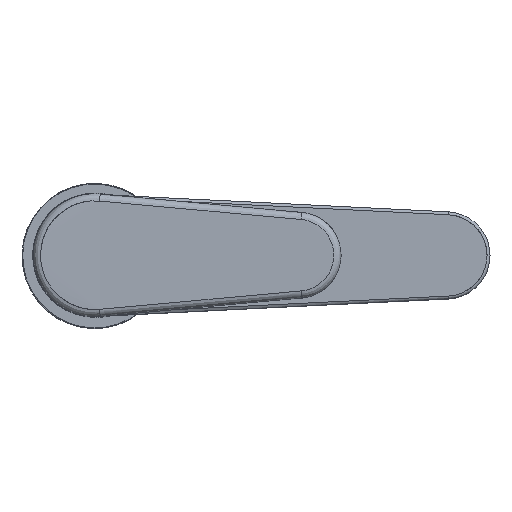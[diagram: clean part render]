
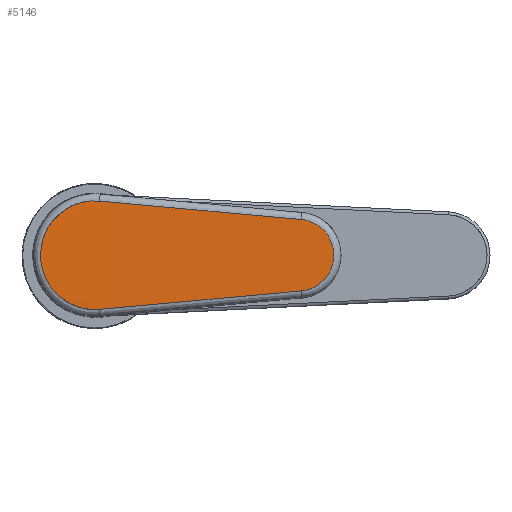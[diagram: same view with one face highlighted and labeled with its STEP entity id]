
A CAD part, top view. The second image highlights one B-rep face of the part: STEP entity #5146.
In plain terms, the highlighted cylindrical face has radius 500 mm (diameter 1000 mm), a partial arc.
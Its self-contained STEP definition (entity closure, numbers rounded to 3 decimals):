
#5081=CARTESIAN_POINT('Axis2P3D Location',(28.263,0.,-350.)) ;
#5087=CARTESIAN_POINT('Control Point',(1.688,18.629,149.653)) ;
#5088=CARTESIAN_POINT('Control Point',(-1.486,18.92,149.642)) ;
#5089=CARTESIAN_POINT('Control Point',(-4.722,18.528,149.656)) ;
#5090=CARTESIAN_POINT('Control Point',(-7.826,17.433,149.699)) ;
#5091=CARTESIAN_POINT('Control Point',(-14.07,13.545,149.832)) ;
#5092=CARTESIAN_POINT('Control Point',(-17.909,7.153,149.97)) ;
#5093=CARTESIAN_POINT('Control Point',(-19.024,3.088,150.017)) ;
#5094=CARTESIAN_POINT('Control Point',(-18.993,-3.141,150.012)) ;
#5095=CARTESIAN_POINT('Control Point',(-16.64,-8.734,149.929)) ;
#5096=CARTESIAN_POINT('Control Point',(-15.609,-10.481,149.894)) ;
#5097=CARTESIAN_POINT('Control Point',(-12.359,-14.606,149.796)) ;
#5098=CARTESIAN_POINT('Control Point',(-7.85,-17.424,149.7)) ;
#5099=CARTESIAN_POINT('Control Point',(-4.739,-18.526,149.656)) ;
#5100=CARTESIAN_POINT('Control Point',(-1.494,-18.921,149.642)) ;
#5101=CARTESIAN_POINT('Control Point',(1.688,-18.629,149.653)) ;
#5102=CARTESIAN_POINT('Vertex',(1.688,-18.629,149.653)) ;
#5104=CARTESIAN_POINT('Vertex',(1.688,18.629,149.653)) ;
#5108=CARTESIAN_POINT('Control Point',(1.688,18.629,149.653)) ;
#5109=CARTESIAN_POINT('Control Point',(24.83,16.51,149.732)) ;
#5110=CARTESIAN_POINT('Control Point',(47.971,14.391,149.797)) ;
#5111=CARTESIAN_POINT('Control Point',(71.112,12.272,149.849)) ;
#5112=CARTESIAN_POINT('Vertex',(71.112,12.272,149.849)) ;
#5116=CARTESIAN_POINT('Control Point',(71.112,-12.272,149.849)) ;
#5117=CARTESIAN_POINT('Control Point',(73.694,-12.036,149.855)) ;
#5118=CARTESIAN_POINT('Control Point',(76.214,-11.113,149.878)) ;
#5119=CARTESIAN_POINT('Control Point',(78.428,-9.525,149.915)) ;
#5120=CARTESIAN_POINT('Control Point',(80.96,-6.386,149.968)) ;
#5121=CARTESIAN_POINT('Control Point',(82.087,-2.613,149.996)) ;
#5122=CARTESIAN_POINT('Control Point',(82.295,-1.31,150.001)) ;
#5123=CARTESIAN_POINT('Control Point',(82.362,1.32,150.002)) ;
#5124=CARTESIAN_POINT('Control Point',(81.746,3.878,149.987)) ;
#5125=CARTESIAN_POINT('Control Point',(81.271,5.109,149.976)) ;
#5126=CARTESIAN_POINT('Control Point',(79.632,8.099,149.939)) ;
#5127=CARTESIAN_POINT('Control Point',(77.06,10.401,149.894)) ;
#5128=CARTESIAN_POINT('Control Point',(75.2,11.456,149.869)) ;
#5129=CARTESIAN_POINT('Control Point',(73.176,12.083,149.854)) ;
#5130=CARTESIAN_POINT('Control Point',(71.112,12.272,149.849)) ;
#5131=CARTESIAN_POINT('Vertex',(71.112,-12.272,149.849)) ;
#5135=CARTESIAN_POINT('Control Point',(1.688,-18.629,149.653)) ;
#5136=CARTESIAN_POINT('Control Point',(24.83,-16.51,149.732)) ;
#5137=CARTESIAN_POINT('Control Point',(47.971,-14.391,149.797)) ;
#5138=CARTESIAN_POINT('Control Point',(71.112,-12.272,149.849)) ;
#5082=DIRECTION('Axis2P3D Direction',(1.,0.,0.)) ;
#5083=DIRECTION('Axis2P3D XDirection',(0.,0.099,0.995)) ;
#5084=AXIS2_PLACEMENT_3D('Cylinder Axis2P3D',#5081,#5082,#5083) ;
#5085=CYLINDRICAL_SURFACE('generated cylinder',#5084,500.) ;
#5106=EDGE_CURVE('',#5103,#5105,#5086,.F.) ;
#5114=EDGE_CURVE('',#5105,#5113,#5107,.T.) ;
#5133=EDGE_CURVE('',#5113,#5132,#5115,.F.) ;
#5139=EDGE_CURVE('',#5132,#5103,#5134,.F.) ;
#5141=ORIENTED_EDGE('',*,*,#5106,.T.) ;
#5142=ORIENTED_EDGE('',*,*,#5114,.T.) ;
#5143=ORIENTED_EDGE('',*,*,#5133,.T.) ;
#5144=ORIENTED_EDGE('',*,*,#5139,.T.) ;
#5140=EDGE_LOOP('',(#5141,#5142,#5143,#5144)) ;
#5103=VERTEX_POINT('',#5102) ;
#5105=VERTEX_POINT('',#5104) ;
#5113=VERTEX_POINT('',#5112) ;
#5132=VERTEX_POINT('',#5131) ;
#5146=ADVANCED_FACE('Superficie.318',(#5145),#5085,.F.) ;
#5086=B_SPLINE_CURVE_WITH_KNOTS('',5,(#5087,#5088,#5089,#5090,#5091,#5092,#5093,#5094,#5095,#5096,#5097,#5098,#5099,#5100,#5101),.UNSPECIFIED.,.F.,.U.,(6,3,3,3,6),(51.182,75.437,105.875,121.097,145.413),.UNSPECIFIED.) ;
#5107=B_SPLINE_CURVE_WITH_KNOTS('',3,(#5108,#5109,#5110,#5111),.UNSPECIFIED.,.F.,.U.,(4,4),(63.256,161.846),.UNSPECIFIED.) ;
#5115=B_SPLINE_CURVE_WITH_KNOTS('',5,(#5116,#5117,#5118,#5119,#5120,#5121,#5122,#5123,#5124,#5125,#5126,#5127,#5128,#5129,#5130),.UNSPECIFIED.,.F.,.U.,(6,3,3,3,6),(23.279,43.763,54.038,64.314,80.686),.UNSPECIFIED.) ;
#5134=B_SPLINE_CURVE_WITH_KNOTS('',3,(#5135,#5136,#5137,#5138),.UNSPECIFIED.,.F.,.U.,(4,4),(63.256,161.846),.UNSPECIFIED.) ;
#5145=FACE_OUTER_BOUND('',#5140,.T.) ;
